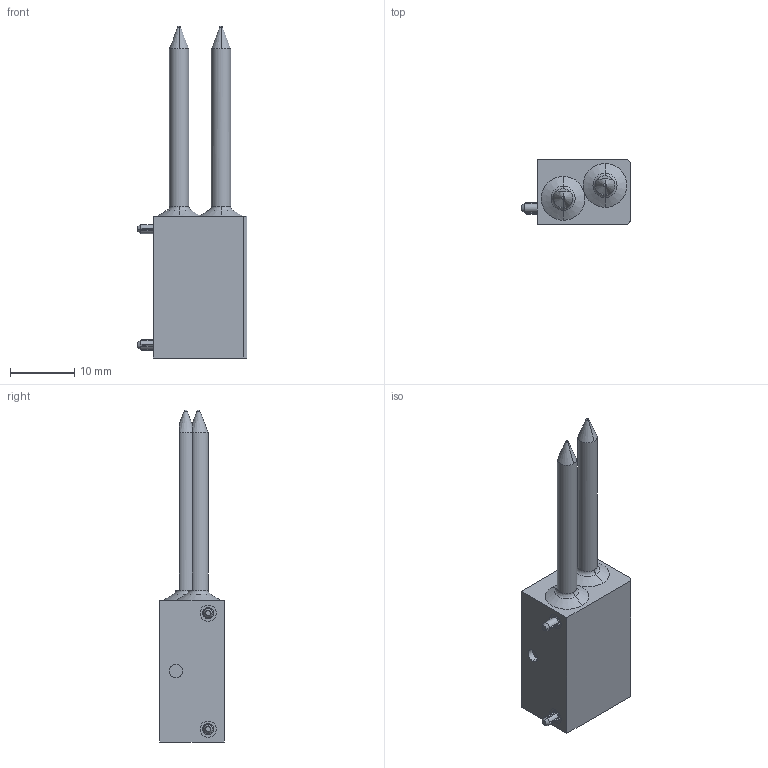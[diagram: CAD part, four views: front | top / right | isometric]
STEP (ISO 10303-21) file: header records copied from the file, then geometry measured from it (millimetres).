
FILE_DESCRIPTION((''),'2;1');
FILE_NAME('C-1-1469372-1','2010-11-30T',('workeradm'),('Tyco Electronics Ltd.'),'PRO/ENGINEER BY PARAMETRIC TECHNOLOGY CORPORATION, 2009300','PRO/ENGINEER BY PARAMETRIC TECHNOLOGY CORPORATION, 2009300','');
FILE_SCHEMA(('AUTOMOTIVE_DESIGN { 1 0 10303 214 1 1 1 1 }'));
Length unit declared in the file: millimetre
Products named in the file (1): C-1-1469372-1
Bounding box: 17 x 10 x 51.5 mm (x, y, z)
Volume: 3559.3 mm3; surface area: 1873.8 mm2
Topology: 1 solids, 1 shells, 75 faces, 195 edges, 124 vertices
Faces by surface type: plane 29, cylinder 20, cone 12, torus 10, sphere 4
Entity records: 2731 total; most frequent: CARTESIAN_POINT 708, ORIENTED_EDGE 382, DIRECTION 348, EDGE_CURVE 191, AXIS2_PLACEMENT_3D 141, VERTEX_POINT 124, EDGE_LOOP 81, FACE_OUTER_BOUND 75
